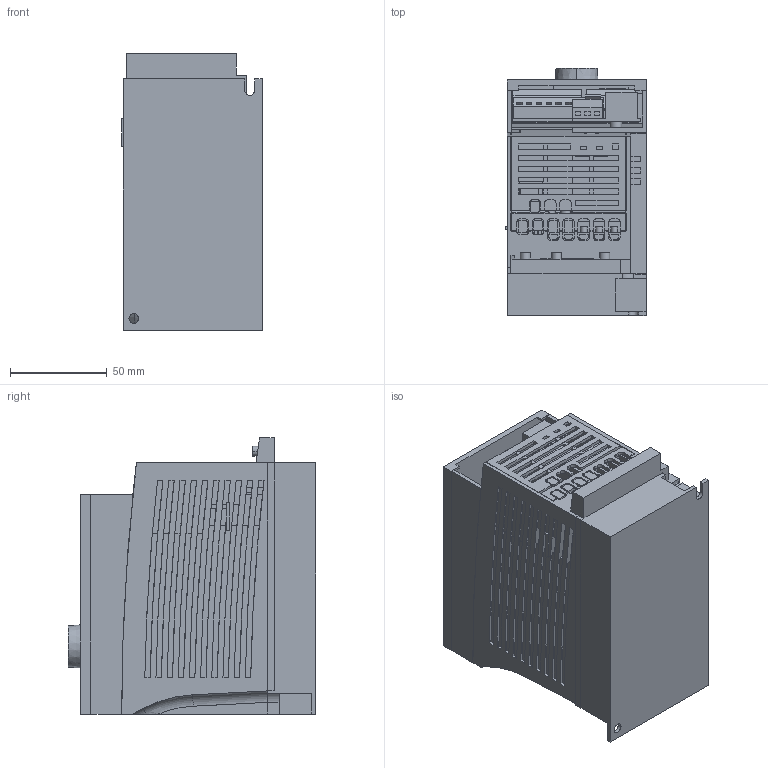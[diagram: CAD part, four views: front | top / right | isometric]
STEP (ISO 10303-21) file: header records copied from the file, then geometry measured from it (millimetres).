
FILE_DESCRIPTION(('STEP AP242'),'1');
FILE_NAME('atv320u04m2c.stp','2019-01-25T18:34:31',('TraceParts'),('TraceParts S.A.'),'Spatial InterOp 3D',' ',' ');
FILE_SCHEMA(('AP242_MANAGED_MODEL_BASED_3D_ENGINEERING_MIM_LF {1 0 10303 442 1 1 4}'));
Length unit declared in the file: millimetre
Products named in the file (1): atv320u04m2c_1
Bounding box: 72.75 x 128.06 x 142.95 mm (x, y, z)
Volume: 973024.8 mm3; surface area: 176425.4 mm2
Topology: 15 solids, 15 shells, 1428 faces, 3916 edges, 2602 vertices
Faces by surface type: plane 1181, cylinder 244, cone 2, torus 1
Entity records: 45276 total; most frequent: CARTESIAN_POINT 8178, ORIENTED_EDGE 7832, DIRECTION 7368, EDGE_CURVE 3916, LINE 3274, VECTOR 3274, VERTEX_POINT 2602, AXIS2_PLACEMENT_3D 2047
